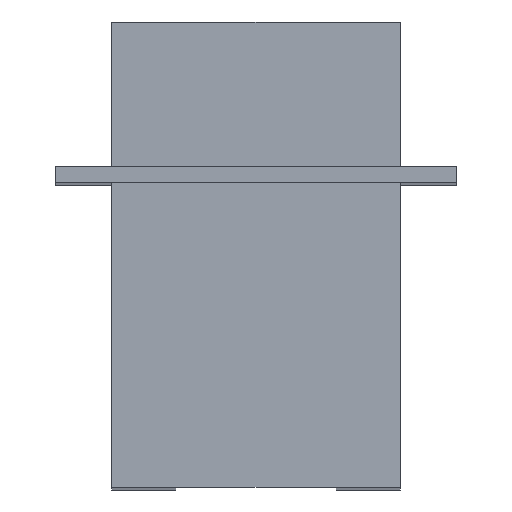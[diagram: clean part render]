
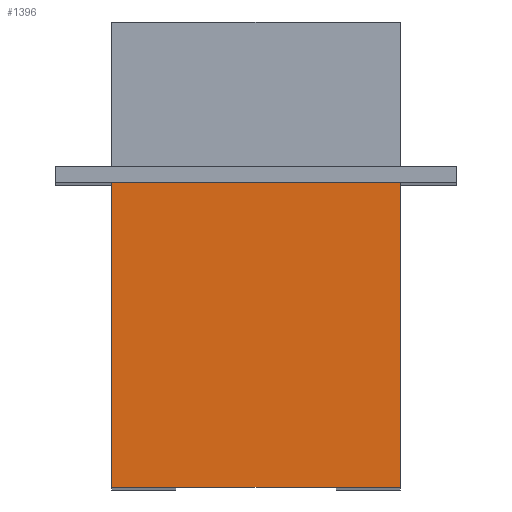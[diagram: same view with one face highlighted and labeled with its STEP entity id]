
A CAD part, top view. The second image highlights one B-rep face of the part: STEP entity #1396.
In plain terms, the highlighted planar face has unit normal (0, 0, 1).
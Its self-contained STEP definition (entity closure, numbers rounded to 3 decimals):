
#98=FACE_OUTER_BOUND('',#168,.T.);
#168=EDGE_LOOP('',(#1253,#1254,#1255,#1256));
#353=LINE('',#2227,#545);
#356=LINE('',#2232,#548);
#358=LINE('',#2237,#550);
#360=LINE('',#2240,#552);
#545=VECTOR('',#1827,10.);
#548=VECTOR('',#1832,10.);
#550=VECTOR('',#1838,10.);
#552=VECTOR('',#1842,10.);
#677=VERTEX_POINT('',#2224);
#678=VERTEX_POINT('',#2226);
#679=VERTEX_POINT('',#2231);
#680=VERTEX_POINT('',#2236);
#865=EDGE_CURVE('',#678,#677,#353,.T.);
#868=EDGE_CURVE('',#679,#678,#356,.T.);
#870=EDGE_CURVE('',#680,#679,#358,.T.);
#872=EDGE_CURVE('',#677,#680,#360,.T.);
#1253=ORIENTED_EDGE('',*,*,#868,.T.);
#1254=ORIENTED_EDGE('',*,*,#865,.T.);
#1255=ORIENTED_EDGE('',*,*,#872,.T.);
#1256=ORIENTED_EDGE('',*,*,#870,.T.);
#1326=PLANE('',#1504);
#1396=ADVANCED_FACE('',(#98),#1326,.T.);
#1504=AXIS2_PLACEMENT_3D('',#2241,#1843,#1844);
#1827=DIRECTION('',(0.,1.,0.));
#1832=DIRECTION('',(1.,0.,0.));
#1838=DIRECTION('',(0.,-1.,0.));
#1842=DIRECTION('',(-1.,0.,0.));
#1843=DIRECTION('center_axis',(0.,0.,1.));
#1844=DIRECTION('ref_axis',(1.,0.,0.));
#2224=CARTESIAN_POINT('',(9.,14.5,1.5));
#2226=CARTESIAN_POINT('',(9.,-4.5,1.5));
#2227=CARTESIAN_POINT('',(9.,-14.5,1.5));
#2231=CARTESIAN_POINT('',(-9.,-4.5,1.5));
#2232=CARTESIAN_POINT('',(6.25,-4.5,1.5));
#2236=CARTESIAN_POINT('',(-9.,14.5,1.5));
#2237=CARTESIAN_POINT('',(-9.,14.5,1.5));
#2240=CARTESIAN_POINT('',(9.,14.5,1.5));
#2241=CARTESIAN_POINT('Origin',(0.,0.,1.5));
